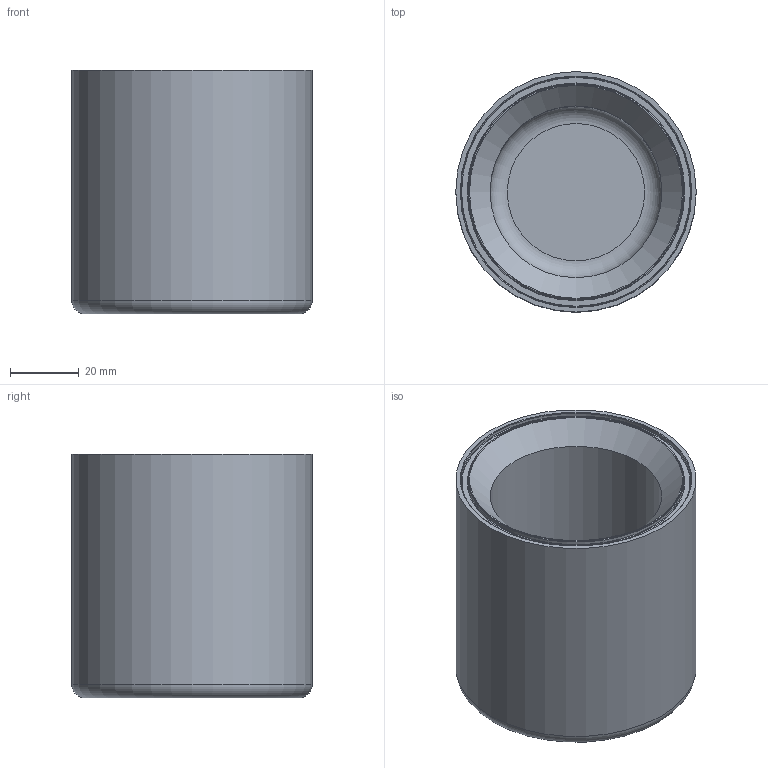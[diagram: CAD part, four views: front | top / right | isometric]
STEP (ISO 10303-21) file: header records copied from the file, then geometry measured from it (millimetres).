
FILE_DESCRIPTION(/* description */ (''),/* implementation_level */ '2;1');
FILE_NAME(/* name */ 'Zirconia Liner.step',/* time_stamp */ '2024-05-09T15:53:00+01:00',/* author */ (''),/* organization */ (''),/* preprocessor_version */ 'ST-DEVELOPER v20',/* originating_system */ 'Autodesk Translation Framework v12.20.1.177',/* authorisation */ '');
FILE_SCHEMA (('AUTOMOTIVE_DESIGN { 1 0 10303 214 3 1 1 }'));
Length unit declared in the file: millimetre
Products named in the file (1): Zirconia Liner
Bounding box: 70 x 70 x 71 mm (x, y, z)
Volume: 146024.5 mm3; surface area: 32429.3 mm2
Topology: 1 solids, 1 shells, 16 faces, 26 edges, 15 vertices
Faces by surface type: torus 6, plane 5, cylinder 4, cone 1
Full cylindrical faces by diameter (mm): 50 x1, 63 x1, 67 x1, 70 x1
Entity records: 415 total; most frequent: DIRECTION 81, CARTESIAN_POINT 58, ORIENTED_EDGE 52, AXIS2_PLACEMENT_3D 38, EDGE_CURVE 26, CIRCLE 21, EDGE_LOOP 19, FACE_OUTER_BOUND 16
